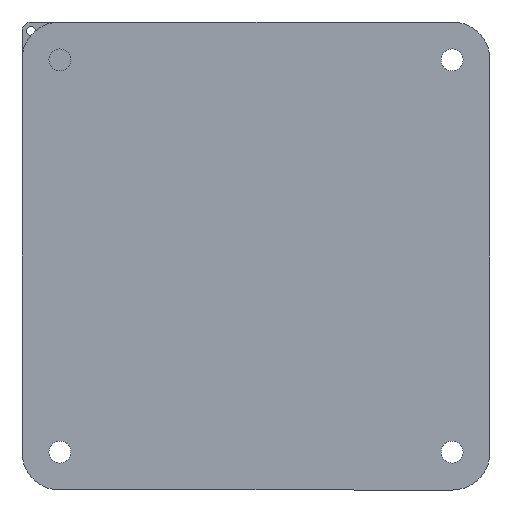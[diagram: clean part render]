
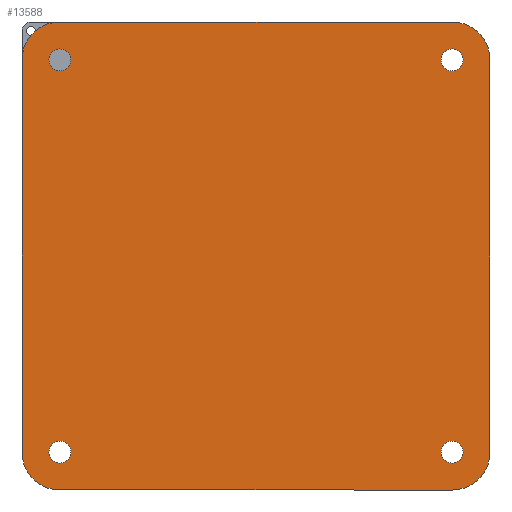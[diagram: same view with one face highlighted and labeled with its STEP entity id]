
A CAD part, front view. The second image highlights one B-rep face of the part: STEP entity #13588.
In plain terms, the highlighted planar face has unit normal (0, -1, 0).
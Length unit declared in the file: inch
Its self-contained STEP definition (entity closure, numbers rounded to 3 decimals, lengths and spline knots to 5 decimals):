
#46 = VERTEX_POINT ( 'NONE', #12731 ) ;
#315 = VERTEX_POINT ( 'NONE', #15353 ) ;
#331 = VERTEX_POINT ( 'NONE', #15003 ) ;
#519 = CARTESIAN_POINT ( 'NONE',  ( -5.61024, -13.19248, 5.92524 ) ) ;
#603 = AXIS2_PLACEMENT_3D ( 'NONE', #10528, #2394, #11922 ) ;
#604 = CARTESIAN_POINT ( 'NONE',  ( -6.69291, -13.19248, -5.61291 ) ) ;
#615 = EDGE_CURVE ( 'NONE', #6434, #8172, #1288, .T. ) ;
#688 = DIRECTION ( 'NONE',  ( 0., 1., 0. ) ) ;
#823 = VECTOR ( 'NONE', #4547, 39.37008 ) ;
#836 = AXIS2_PLACEMENT_3D ( 'NONE', #7678, #9078, #946 ) ;
#946 = DIRECTION ( 'NONE',  ( 0., 0., 1. ) ) ;
#1143 = ORIENTED_EDGE ( 'NONE', *, *, #10898, .T. ) ;
#1153 = DIRECTION ( 'NONE',  ( 0., 1., 0. ) ) ;
#1171 = FACE_BOUND ( 'NONE', #12012, .T. ) ;
#1244 = LINE ( 'NONE', #12711, #823 ) ;
#1288 = CIRCLE ( 'NONE', #11536, 0.315 ) ;
#1336 = VERTEX_POINT ( 'NONE', #16177 ) ;
#1806 = VERTEX_POINT ( 'NONE', #12461 ) ;
#1852 = DIRECTION ( 'NONE',  ( 0., 1., 0. ) ) ;
#1868 = VERTEX_POINT ( 'NONE', #8586 ) ;
#1869 = VECTOR ( 'NONE', #10526, 39.37008 ) ;
#2171 = CARTESIAN_POINT ( 'NONE',  ( 5.61291, -13.19248, 5.61291 ) ) ;
#2394 = DIRECTION ( 'NONE',  ( 0., 1., 0. ) ) ;
#2454 = EDGE_CURVE ( 'NONE', #11965, #4488, #16818, .T. ) ;
#2716 = CIRCLE ( 'NONE', #13376, 1.08 ) ;
#3053 = EDGE_CURVE ( 'NONE', #8595, #3737, #2716, .T. ) ;
#3541 = DIRECTION ( 'NONE',  ( 0., 0., 1. ) ) ;
#3737 = VERTEX_POINT ( 'NONE', #7052 ) ;
#3765 = EDGE_LOOP ( 'NONE', ( #6013, #13797, #16971, #14419, #16060, #15263, #7995, #13539 ) ) ;
#3794 = DIRECTION ( 'NONE',  ( 0., 1., 0. ) ) ;
#3921 = ORIENTED_EDGE ( 'NONE', *, *, #615, .T. ) ;
#4326 = CARTESIAN_POINT ( 'NONE',  ( 5.61024, -13.19248, -5.92524 ) ) ;
#4327 = CARTESIAN_POINT ( 'NONE',  ( 5.61024, -13.19248, 5.61024 ) ) ;
#4369 = VERTEX_POINT ( 'NONE', #604 ) ;
#4488 = VERTEX_POINT ( 'NONE', #14830 ) ;
#4547 = DIRECTION ( 'NONE',  ( 0., 0., 1. ) ) ;
#4581 = CARTESIAN_POINT ( 'NONE',  ( -5.61024, -13.19248, -5.92524 ) ) ;
#4622 = EDGE_CURVE ( 'NONE', #1336, #13253, #6111, .T. ) ;
#4771 = EDGE_LOOP ( 'NONE', ( #6411, #16264 ) ) ;
#4794 = FACE_BOUND ( 'NONE', #17359, .T. ) ;
#4930 = AXIS2_PLACEMENT_3D ( 'NONE', #9296, #1153, #10652 ) ;
#5008 = AXIS2_PLACEMENT_3D ( 'NONE', #9998, #1852, #11377 ) ;
#5256 = CIRCLE ( 'NONE', #5008, 0.315 ) ;
#5334 = VERTEX_POINT ( 'NONE', #4326 ) ;
#5504 = CARTESIAN_POINT ( 'NONE',  ( -5.61024, -13.19248, -5.61024 ) ) ;
#5531 = EDGE_CURVE ( 'NONE', #13253, #1336, #6295, .T. ) ;
#5713 = DIRECTION ( 'NONE',  ( 0., 0., 1. ) ) ;
#5796 = AXIS2_PLACEMENT_3D ( 'NONE', #11953, #3794, #13320 ) ;
#5935 = LINE ( 'NONE', #13215, #1869 ) ;
#5955 = CARTESIAN_POINT ( 'NONE',  ( 6.69291, -13.19248, 5.61291 ) ) ;
#6013 = ORIENTED_EDGE ( 'NONE', *, *, #13064, .F. ) ;
#6026 = CARTESIAN_POINT ( 'NONE',  ( -5.61024, -13.19248, 5.61024 ) ) ;
#6111 = CIRCLE ( 'NONE', #17572, 0.315 ) ;
#6185 = DIRECTION ( 'NONE',  ( 0., 1., 0. ) ) ;
#6236 = CARTESIAN_POINT ( 'NONE',  ( 5.61024, -13.19248, 5.61024 ) ) ;
#6255 = EDGE_CURVE ( 'NONE', #6943, #315, #17344, .T. ) ;
#6295 = CIRCLE ( 'NONE', #7086, 0.315 ) ;
#6332 = DIRECTION ( 'NONE',  ( 0., 1., 0. ) ) ;
#6411 = ORIENTED_EDGE ( 'NONE', *, *, #4622, .T. ) ;
#6434 = VERTEX_POINT ( 'NONE', #519 ) ;
#6585 = EDGE_CURVE ( 'NONE', #331, #4369, #13923, .T. ) ;
#6874 = DIRECTION ( 'NONE',  ( 0., 0., 1. ) ) ;
#6943 = VERTEX_POINT ( 'NONE', #4581 ) ;
#7052 = CARTESIAN_POINT ( 'NONE',  ( 5.61291, -13.19248, -6.69291 ) ) ;
#7065 = ORIENTED_EDGE ( 'NONE', *, *, #11840, .T. ) ;
#7086 = AXIS2_PLACEMENT_3D ( 'NONE', #6236, #15777, #7601 ) ;
#7163 = CIRCLE ( 'NONE', #603, 1.08 ) ;
#7601 = DIRECTION ( 'NONE',  ( 0., 0., 1. ) ) ;
#7678 = CARTESIAN_POINT ( 'NONE',  ( -5.61291, -13.19248, 5.61291 ) ) ;
#7877 = AXIS2_PLACEMENT_3D ( 'NONE', #5504, #15041, #6874 ) ;
#7995 = ORIENTED_EDGE ( 'NONE', *, *, #14442, .F. ) ;
#8172 = VERTEX_POINT ( 'NONE', #16683 ) ;
#8425 = FACE_BOUND ( 'NONE', #15763, .T. ) ;
#8441 = CIRCLE ( 'NONE', #10040, 0.315 ) ;
#8586 = CARTESIAN_POINT ( 'NONE',  ( -6.69291, -13.19248, 5.61291 ) ) ;
#8595 = VERTEX_POINT ( 'NONE', #11148 ) ;
#8676 = DIRECTION ( 'NONE',  ( 0., 0., -1. ) ) ;
#8836 = CARTESIAN_POINT ( 'NONE',  ( 5.61024, -13.19248, -5.61024 ) ) ;
#9078 = DIRECTION ( 'NONE',  ( 0., 1., 0. ) ) ;
#9203 = CIRCLE ( 'NONE', #4930, 0.315 ) ;
#9296 = CARTESIAN_POINT ( 'NONE',  ( -5.61024, -13.19248, 5.61024 ) ) ;
#9359 = AXIS2_PLACEMENT_3D ( 'NONE', #14492, #6332, #15876 ) ;
#9647 = ORIENTED_EDGE ( 'NONE', *, *, #6255, .T. ) ;
#9998 = CARTESIAN_POINT ( 'NONE',  ( 5.61024, -13.19248, -5.61024 ) ) ;
#10040 = AXIS2_PLACEMENT_3D ( 'NONE', #8836, #688, #10192 ) ;
#10046 = ORIENTED_EDGE ( 'NONE', *, *, #12939, .T. ) ;
#10192 = DIRECTION ( 'NONE',  ( 0., 0., 1. ) ) ;
#10222 = CARTESIAN_POINT ( 'NONE',  ( -5.61291, -13.19248, 6.69291 ) ) ;
#10392 = PLANE ( 'NONE',  #836 ) ;
#10526 = DIRECTION ( 'NONE',  ( -1., 0., 0. ) ) ;
#10528 = CARTESIAN_POINT ( 'NONE',  ( -5.61291, -13.19248, 5.61291 ) ) ;
#10652 = DIRECTION ( 'NONE',  ( 0., 0., 1. ) ) ;
#10898 = EDGE_CURVE ( 'NONE', #315, #6943, #12511, .T. ) ;
#10958 = CARTESIAN_POINT ( 'NONE',  ( 5.61024, -13.19248, 5.29524 ) ) ;
#11148 = CARTESIAN_POINT ( 'NONE',  ( 6.69291, -13.19248, -5.61291 ) ) ;
#11344 = EDGE_CURVE ( 'NONE', #4369, #1868, #1244, .T. ) ;
#11377 = DIRECTION ( 'NONE',  ( 0., 0., 1. ) ) ;
#11504 = EDGE_CURVE ( 'NONE', #3737, #331, #5935, .T. ) ;
#11536 = AXIS2_PLACEMENT_3D ( 'NONE', #6026, #16935, #16767 ) ;
#11605 = FACE_OUTER_BOUND ( 'NONE', #3765, .T. ) ;
#11691 = DIRECTION ( 'NONE',  ( 0., 1., 0. ) ) ;
#11840 = EDGE_CURVE ( 'NONE', #1806, #5334, #5256, .T. ) ;
#11922 = DIRECTION ( 'NONE',  ( 0., 0., 1. ) ) ;
#11953 = CARTESIAN_POINT ( 'NONE',  ( -5.61024, -13.19248, -5.61024 ) ) ;
#11965 = VERTEX_POINT ( 'NONE', #10222 ) ;
#12012 = EDGE_LOOP ( 'NONE', ( #7065, #10046 ) ) ;
#12461 = CARTESIAN_POINT ( 'NONE',  ( 5.61024, -13.19248, -5.29524 ) ) ;
#12511 = CIRCLE ( 'NONE', #5796, 0.315 ) ;
#12575 = VECTOR ( 'NONE', #8676, 39.37008 ) ;
#12711 = CARTESIAN_POINT ( 'NONE',  ( -6.69291, -13.19248, -5.61291 ) ) ;
#12731 = CARTESIAN_POINT ( 'NONE',  ( 6.69291, -13.19248, 5.61291 ) ) ;
#12734 = DIRECTION ( 'NONE',  ( 1., 0., 0. ) ) ;
#12939 = EDGE_CURVE ( 'NONE', #5334, #1806, #8441, .T. ) ;
#13064 = EDGE_CURVE ( 'NONE', #1868, #11965, #7163, .T. ) ;
#13157 = VECTOR ( 'NONE', #12734, 39.37008 ) ;
#13215 = CARTESIAN_POINT ( 'NONE',  ( 5.61291, -13.19248, -6.69291 ) ) ;
#13253 = VERTEX_POINT ( 'NONE', #10958 ) ;
#13320 = DIRECTION ( 'NONE',  ( 0., 0., 1. ) ) ;
#13376 = AXIS2_PLACEMENT_3D ( 'NONE', #14345, #6185, #15736 ) ;
#13539 = ORIENTED_EDGE ( 'NONE', *, *, #2454, .F. ) ;
#13588 = ADVANCED_FACE ( 'NONE', ( #8425, #15243, #1171, #4794, #11605 ), #10392, .F. ) ;
#13797 = ORIENTED_EDGE ( 'NONE', *, *, #11344, .F. ) ;
#13855 = DIRECTION ( 'NONE',  ( 0., 1., 0. ) ) ;
#13923 = CIRCLE ( 'NONE', #9359, 1.08 ) ;
#14345 = CARTESIAN_POINT ( 'NONE',  ( 5.61291, -13.19248, -5.61291 ) ) ;
#14419 = ORIENTED_EDGE ( 'NONE', *, *, #11504, .F. ) ;
#14442 = EDGE_CURVE ( 'NONE', #4488, #46, #17337, .T. ) ;
#14492 = CARTESIAN_POINT ( 'NONE',  ( -5.61291, -13.19248, -5.61291 ) ) ;
#14571 = EDGE_CURVE ( 'NONE', #8172, #6434, #9203, .T. ) ;
#14830 = CARTESIAN_POINT ( 'NONE',  ( 5.61291, -13.19248, 6.69291 ) ) ;
#15003 = CARTESIAN_POINT ( 'NONE',  ( -5.61291, -13.19248, -6.69291 ) ) ;
#15041 = DIRECTION ( 'NONE',  ( 0., 1., 0. ) ) ;
#15243 = FACE_BOUND ( 'NONE', #4771, .T. ) ;
#15263 = ORIENTED_EDGE ( 'NONE', *, *, #15836, .F. ) ;
#15342 = AXIS2_PLACEMENT_3D ( 'NONE', #2171, #11691, #3541 ) ;
#15353 = CARTESIAN_POINT ( 'NONE',  ( -5.61024, -13.19248, -5.29524 ) ) ;
#15422 = ORIENTED_EDGE ( 'NONE', *, *, #14571, .T. ) ;
#15736 = DIRECTION ( 'NONE',  ( 0., 0., 1. ) ) ;
#15763 = EDGE_LOOP ( 'NONE', ( #3921, #15422 ) ) ;
#15777 = DIRECTION ( 'NONE',  ( 0., 1., 0. ) ) ;
#15836 = EDGE_CURVE ( 'NONE', #46, #8595, #16219, .T. ) ;
#15876 = DIRECTION ( 'NONE',  ( 0., 0., 1. ) ) ;
#16060 = ORIENTED_EDGE ( 'NONE', *, *, #3053, .F. ) ;
#16177 = CARTESIAN_POINT ( 'NONE',  ( 5.61024, -13.19248, 5.92524 ) ) ;
#16219 = LINE ( 'NONE', #5955, #12575 ) ;
#16264 = ORIENTED_EDGE ( 'NONE', *, *, #5531, .T. ) ;
#16683 = CARTESIAN_POINT ( 'NONE',  ( -5.61024, -13.19248, 5.29524 ) ) ;
#16767 = DIRECTION ( 'NONE',  ( 0., 0., 1. ) ) ;
#16808 = CARTESIAN_POINT ( 'NONE',  ( -5.61291, -13.19248, 6.69291 ) ) ;
#16818 = LINE ( 'NONE', #16808, #13157 ) ;
#16935 = DIRECTION ( 'NONE',  ( 0., 1., 0. ) ) ;
#16971 = ORIENTED_EDGE ( 'NONE', *, *, #6585, .F. ) ;
#17337 = CIRCLE ( 'NONE', #15342, 1.08 ) ;
#17344 = CIRCLE ( 'NONE', #7877, 0.315 ) ;
#17359 = EDGE_LOOP ( 'NONE', ( #1143, #9647 ) ) ;
#17572 = AXIS2_PLACEMENT_3D ( 'NONE', #4327, #13855, #5713 ) ;
